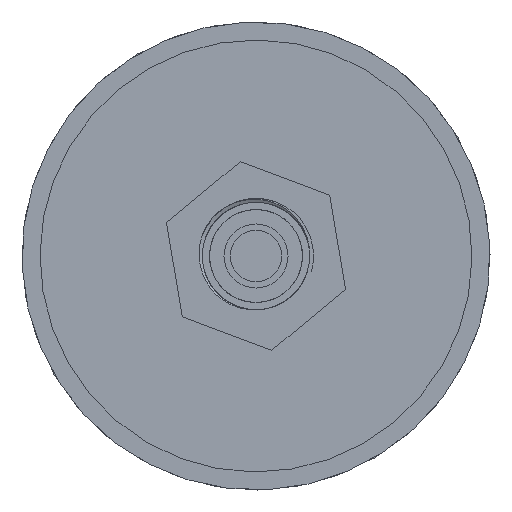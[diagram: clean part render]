
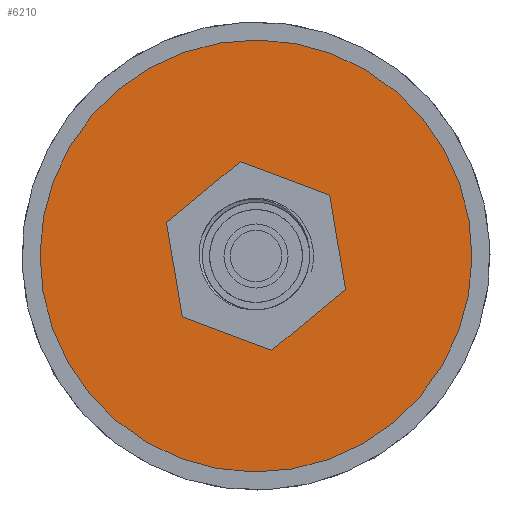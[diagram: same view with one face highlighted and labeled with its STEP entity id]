
A CAD part, front view. The second image highlights one B-rep face of the part: STEP entity #6210.
In plain terms, the highlighted planar face has unit normal (0, -1, 0).
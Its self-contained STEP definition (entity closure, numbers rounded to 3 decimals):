
#332 = EDGE_CURVE ( 'NONE', #15088, #9910, #6824, .T. ) ;
#333 = ORIENTED_EDGE ( 'NONE', *, *, #16275, .F. ) ;
#647 = EDGE_CURVE ( 'NONE', #9910, #8670, #4132, .T. ) ;
#841 = AXIS2_PLACEMENT_3D ( 'NONE', #5041, #8340, #14646 ) ;
#1397 = CARTESIAN_POINT ( 'NONE',  ( -6.64, 0., -11.5 ) ) ;
#1754 = DIRECTION ( 'NONE',  ( 0., 1., 0. ) ) ;
#2108 = DIRECTION ( 'NONE',  ( -0.5, 0., 0.866 ) ) ;
#3212 = VECTOR ( 'NONE', #8521, 1000. ) ;
#3572 = PLANE ( 'NONE',  #8820 ) ;
#4063 = DIRECTION ( 'NONE',  ( 0., 1., 0. ) ) ;
#4132 = LINE ( 'NONE', #7427, #14140 ) ;
#5041 = CARTESIAN_POINT ( 'NONE',  ( 0., 0., 0. ) ) ;
#5076 = VECTOR ( 'NONE', #11758, 1000. ) ;
#5223 = LINE ( 'NONE', #6758, #3212 ) ;
#5247 = LINE ( 'NONE', #9688, #13378 ) ;
#5379 = CARTESIAN_POINT ( 'NONE',  ( 13.279, 0., 0. ) ) ;
#5725 = EDGE_LOOP ( 'NONE', ( #6704, #8260, #333, #11723, #13231, #13125 ) ) ;
#5878 = DIRECTION ( 'NONE',  ( -1., 0., 0. ) ) ;
#6075 = EDGE_CURVE ( 'NONE', #14685, #15088, #19025, .T. ) ;
#6210 = ADVANCED_FACE ( 'NONE', ( #19122, #17580 ), #3572, .F. ) ;
#6521 = VERTEX_POINT ( 'NONE', #1397 ) ;
#6704 = ORIENTED_EDGE ( 'NONE', *, *, #332, .F. ) ;
#6723 = CIRCLE ( 'NONE', #15950, 30. ) ;
#6758 = CARTESIAN_POINT ( 'NONE',  ( -6.64, 0., -11.5 ) ) ;
#6824 = LINE ( 'NONE', #5379, #18153 ) ;
#7427 = CARTESIAN_POINT ( 'NONE',  ( 6.64, 0., 11.5 ) ) ;
#8145 = CARTESIAN_POINT ( 'NONE',  ( 6.64, 0., 11.5 ) ) ;
#8225 = DIRECTION ( 'NONE',  ( 0., 0., 1. ) ) ;
#8260 = ORIENTED_EDGE ( 'NONE', *, *, #6075, .F. ) ;
#8340 = DIRECTION ( 'NONE',  ( 0., 1., 0. ) ) ;
#8521 = DIRECTION ( 'NONE',  ( 1., 0., 0. ) ) ;
#8670 = VERTEX_POINT ( 'NONE', #15598 ) ;
#8820 = AXIS2_PLACEMENT_3D ( 'NONE', #16555, #4063, #13473 ) ;
#8934 = ORIENTED_EDGE ( 'NONE', *, *, #18701, .F. ) ;
#8999 = CARTESIAN_POINT ( 'NONE',  ( 13.279, 0., 0. ) ) ;
#9512 = CARTESIAN_POINT ( 'NONE',  ( -13.279, 0., 0. ) ) ;
#9688 = CARTESIAN_POINT ( 'NONE',  ( -13.279, 0., 0. ) ) ;
#9724 = CIRCLE ( 'NONE', #841, 30. ) ;
#9863 = DIRECTION ( 'NONE',  ( 0.5, 0., 0.866 ) ) ;
#9910 = VERTEX_POINT ( 'NONE', #8145 ) ;
#10003 = EDGE_LOOP ( 'NONE', ( #20065, #8934 ) ) ;
#10293 = DIRECTION ( 'NONE',  ( 0.5, 0., -0.866 ) ) ;
#10806 = VECTOR ( 'NONE', #9863, 1000. ) ;
#11202 = CARTESIAN_POINT ( 'NONE',  ( 6.64, 0., -11.5 ) ) ;
#11507 = VERTEX_POINT ( 'NONE', #9512 ) ;
#11723 = ORIENTED_EDGE ( 'NONE', *, *, #14002, .F. ) ;
#11758 = DIRECTION ( 'NONE',  ( -0.5, 0., -0.866 ) ) ;
#12586 = EDGE_CURVE ( 'NONE', #17244, #17424, #9724, .T. ) ;
#13125 = ORIENTED_EDGE ( 'NONE', *, *, #647, .F. ) ;
#13231 = ORIENTED_EDGE ( 'NONE', *, *, #18326, .F. ) ;
#13378 = VECTOR ( 'NONE', #10293, 1000. ) ;
#13473 = DIRECTION ( 'NONE',  ( 0., 0., 1. ) ) ;
#14002 = EDGE_CURVE ( 'NONE', #11507, #6521, #5247, .T. ) ;
#14140 = VECTOR ( 'NONE', #5878, 1000. ) ;
#14646 = DIRECTION ( 'NONE',  ( 0., 0., 1. ) ) ;
#14685 = VERTEX_POINT ( 'NONE', #18505 ) ;
#15088 = VERTEX_POINT ( 'NONE', #8999 ) ;
#15598 = CARTESIAN_POINT ( 'NONE',  ( -6.64, 0., 11.5 ) ) ;
#15950 = AXIS2_PLACEMENT_3D ( 'NONE', #18949, #1754, #8225 ) ;
#16275 = EDGE_CURVE ( 'NONE', #6521, #14685, #5223, .T. ) ;
#16555 = CARTESIAN_POINT ( 'NONE',  ( 0., 0., 0. ) ) ;
#16605 = CARTESIAN_POINT ( 'NONE',  ( -6.64, 0., 11.5 ) ) ;
#17244 = VERTEX_POINT ( 'NONE', #18496 ) ;
#17424 = VERTEX_POINT ( 'NONE', #19104 ) ;
#17580 = FACE_BOUND ( 'NONE', #5725, .T. ) ;
#18137 = LINE ( 'NONE', #16605, #5076 ) ;
#18153 = VECTOR ( 'NONE', #2108, 1000. ) ;
#18326 = EDGE_CURVE ( 'NONE', #8670, #11507, #18137, .T. ) ;
#18496 = CARTESIAN_POINT ( 'NONE',  ( 0., 0., -30. ) ) ;
#18505 = CARTESIAN_POINT ( 'NONE',  ( 6.64, 0., -11.5 ) ) ;
#18701 = EDGE_CURVE ( 'NONE', #17424, #17244, #6723, .T. ) ;
#18949 = CARTESIAN_POINT ( 'NONE',  ( 0., 0., 0. ) ) ;
#19025 = LINE ( 'NONE', #11202, #10806 ) ;
#19104 = CARTESIAN_POINT ( 'NONE',  ( 0., 0., 30. ) ) ;
#19122 = FACE_OUTER_BOUND ( 'NONE', #10003, .T. ) ;
#20065 = ORIENTED_EDGE ( 'NONE', *, *, #12586, .F. ) ;
